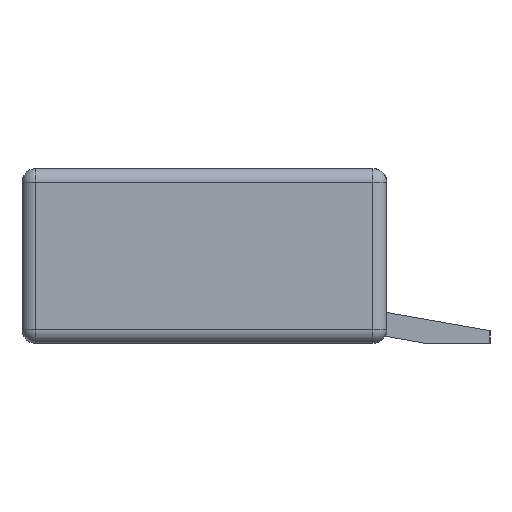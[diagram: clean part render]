
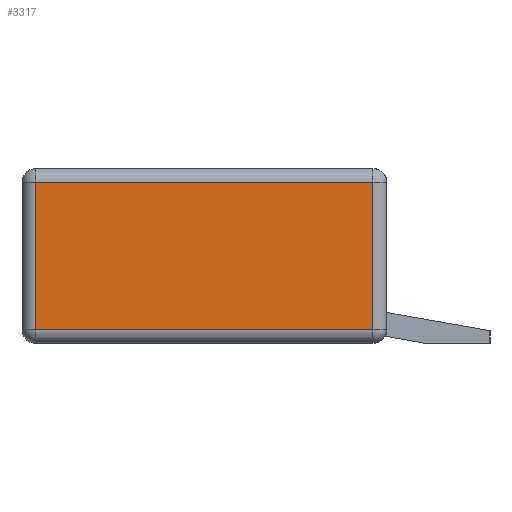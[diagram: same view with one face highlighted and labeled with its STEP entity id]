
A CAD part, left-side view. The second image highlights one B-rep face of the part: STEP entity #3317.
In plain terms, the highlighted planar face has unit normal (-1, 0, 0).
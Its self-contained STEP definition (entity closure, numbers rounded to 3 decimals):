
#568 = VECTOR ( 'NONE', #1567, 1000. ) ;
#569 = VECTOR ( 'NONE', #1559, 1000. ) ;
#570 = VECTOR ( 'NONE', #1563, 1000. ) ;
#571 = VECTOR ( 'NONE', #1561, 1000. ) ;
#708 = DIRECTION ( 'NONE',  ( 0., 0., -1. ) ) ;
#709 = DIRECTION ( 'NONE',  ( 1., 0., 0. ) ) ;
#710 = CARTESIAN_POINT ( 'NONE',  ( -13.5, 2.65, 2.54 ) ) ;
#711 = PLANE ( 'NONE',  #7303 ) ;
#1559 = DIRECTION ( 'NONE',  ( 0., -1., 0. ) ) ;
#1561 = DIRECTION ( 'NONE',  ( 0., 0., -1. ) ) ;
#1562 = CARTESIAN_POINT ( 'NONE',  ( -13.5, 2.45, 2.54 ) ) ;
#1563 = DIRECTION ( 'NONE',  ( 0., 1., 0. ) ) ;
#1564 = CARTESIAN_POINT ( 'NONE',  ( -13.5, 2.65, 2.34 ) ) ;
#1566 = CARTESIAN_POINT ( 'NONE',  ( -13.5, 2.65, 0.2 ) ) ;
#1567 = DIRECTION ( 'NONE',  ( 0., 0., 1. ) ) ;
#1568 = CARTESIAN_POINT ( 'NONE',  ( -13.5, -2.45, 2.54 ) ) ;
#1688 = EDGE_CURVE ( 'NONE', #5174, #5175, #6332, .T. ) ;
#1689 = EDGE_CURVE ( 'NONE', #5173, #5174, #6333, .T. ) ;
#1690 = EDGE_CURVE ( 'NONE', #5175, #5176, #6334, .T. ) ;
#1691 = EDGE_CURVE ( 'NONE', #5176, #5173, #6335, .T. ) ;
#2493 = ORIENTED_EDGE ( 'NONE', *, *, #1691, .T. ) ;
#2494 = ORIENTED_EDGE ( 'NONE', *, *, #1688, .T. ) ;
#2568 = ORIENTED_EDGE ( 'NONE', *, *, #1689, .T. ) ;
#2888 = ORIENTED_EDGE ( 'NONE', *, *, #1690, .T. ) ;
#3317 = ADVANCED_FACE ( 'NONE', ( #6699 ), #711, .F. ) ;
#5173 = VERTEX_POINT ( 'NONE', #12917 ) ;
#5174 = VERTEX_POINT ( 'NONE', #12918 ) ;
#5175 = VERTEX_POINT ( 'NONE', #12919 ) ;
#5176 = VERTEX_POINT ( 'NONE', #12920 ) ;
#5704 = EDGE_LOOP ( 'NONE', ( #2568, #2494, #2888, #2493 ) ) ;
#6332 = LINE ( 'NONE', #1568, #568 ) ;
#6333 = LINE ( 'NONE', #1566, #569 ) ;
#6334 = LINE ( 'NONE', #1564, #570 ) ;
#6335 = LINE ( 'NONE', #1562, #571 ) ;
#6699 = FACE_OUTER_BOUND ( 'NONE', #5704, .T. ) ;
#7303 = AXIS2_PLACEMENT_3D ( 'NONE', #710, #709, #708 ) ;
#12917 = CARTESIAN_POINT ( 'NONE',  ( -13.5, 2.45, 0.2 ) ) ;
#12918 = CARTESIAN_POINT ( 'NONE',  ( -13.5, -2.45, 0.2 ) ) ;
#12919 = CARTESIAN_POINT ( 'NONE',  ( -13.5, -2.45, 2.34 ) ) ;
#12920 = CARTESIAN_POINT ( 'NONE',  ( -13.5, 2.45, 2.34 ) ) ;
